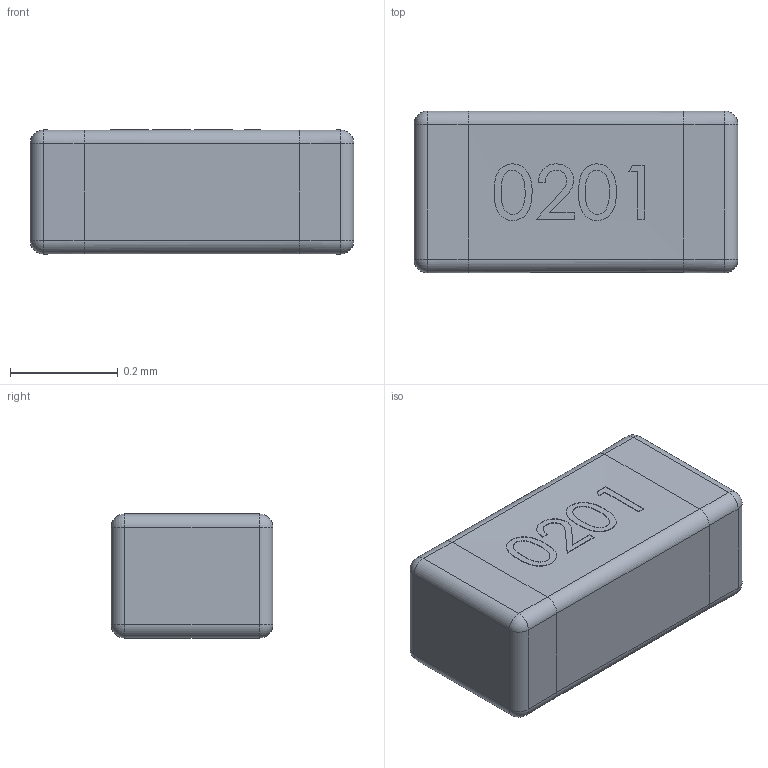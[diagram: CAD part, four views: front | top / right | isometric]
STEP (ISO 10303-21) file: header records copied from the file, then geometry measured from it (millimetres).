
FILE_DESCRIPTION (( 'STEP AP214' ), '1' );
FILE_NAME ('RES0201.STEP', '2018-11-16T02:27:53', ( '' ), ( '' ), 'SwSTEP 2.0', 'SolidWorks 2019', '' );
FILE_SCHEMA (( 'AUTOMOTIVE_DESIGN' ));
Length unit declared in the file: millimetre
Products named in the file (1): RES0201
Bounding box: 0.6 x 0.3 x 0.23 mm (x, y, z)
Volume: 0 mm3; surface area: 0.7 mm2
Topology: 1 solids, 1 shells, 84 faces, 196 edges, 112 vertices
Faces by surface type: plane 32, bspline 24, cylinder 20, sphere 8
Entity records: 4224 total; most frequent: CARTESIAN_POINT 2409, ORIENTED_EDGE 376, DIRECTION 270, EDGE_CURVE 188, VERTEX_POINT 112, VECTOR 100, LINE 100, EDGE_LOOP 90
